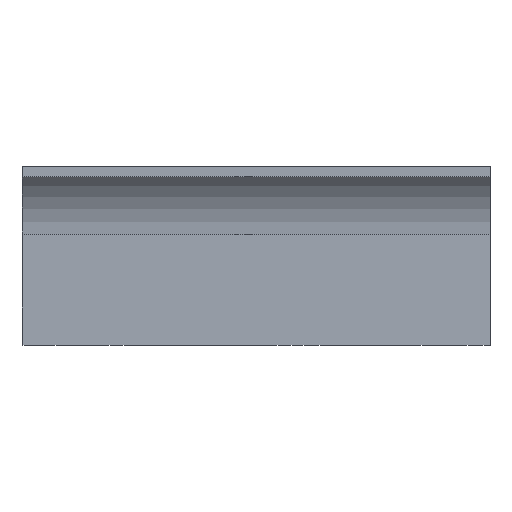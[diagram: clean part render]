
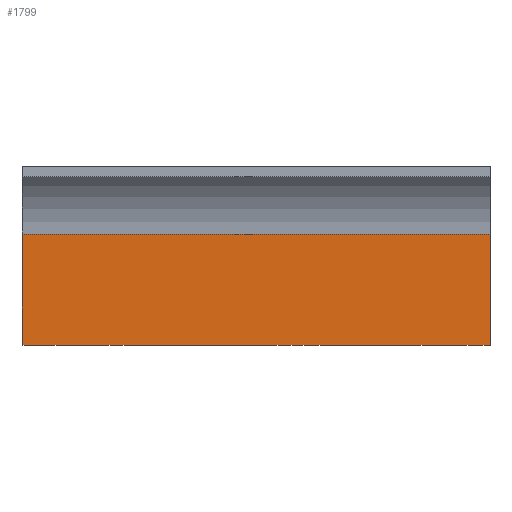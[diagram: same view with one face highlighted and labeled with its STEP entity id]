
A CAD part, front view. The second image highlights one B-rep face of the part: STEP entity #1799.
In plain terms, the highlighted planar face has unit normal (0, -1, 0).
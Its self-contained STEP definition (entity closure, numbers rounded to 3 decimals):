
#32 = PLANE('',#33);
#33 = AXIS2_PLACEMENT_3D('',#34,#35,#36);
#34 = CARTESIAN_POINT('',(19.,47.,0.));
#35 = DIRECTION('',(1.,0.,0.));
#36 = DIRECTION('',(0.,-1.,0.));
#116 = VERTEX_POINT('',#117);
#117 = CARTESIAN_POINT('',(19.,0.,9.));
#130 = PLANE('',#131);
#131 = AXIS2_PLACEMENT_3D('',#132,#133,#134);
#132 = CARTESIAN_POINT('',(-20.,-2.,9.));
#133 = DIRECTION('',(0.,0.,1.));
#134 = DIRECTION('',(1.,0.,0.));
#141 = EDGE_CURVE('',#142,#116,#144,.T.);
#142 = VERTEX_POINT('',#143);
#143 = CARTESIAN_POINT('',(19.,0.,0.));
#144 = SURFACE_CURVE('',#145,(#149,#156),.PCURVE_S1.);
#145 = LINE('',#146,#147);
#146 = CARTESIAN_POINT('',(19.,0.,0.));
#147 = VECTOR('',#148,1.);
#148 = DIRECTION('',(0.,0.,1.));
#149 = PCURVE('',#32,#150);
#150 = DEFINITIONAL_REPRESENTATION('',(#151),#155);
#151 = LINE('',#152,#153);
#152 = CARTESIAN_POINT('',(47.,0.));
#153 = VECTOR('',#154,1.);
#154 = DIRECTION('',(0.,-1.));
#155 = ( GEOMETRIC_REPRESENTATION_CONTEXT(2) 
PARAMETRIC_REPRESENTATION_CONTEXT() REPRESENTATION_CONTEXT('2D SPACE',''
  ) );
#156 = PCURVE('',#157,#162);
#157 = PLANE('',#158);
#158 = AXIS2_PLACEMENT_3D('',#159,#160,#161);
#159 = CARTESIAN_POINT('',(19.,0.,0.));
#160 = DIRECTION('',(0.,-1.,0.));
#161 = DIRECTION('',(-1.,0.,0.));
#162 = DEFINITIONAL_REPRESENTATION('',(#163),#167);
#163 = LINE('',#164,#165);
#164 = CARTESIAN_POINT('',(0.,-0.));
#165 = VECTOR('',#166,1.);
#166 = DIRECTION('',(0.,-1.));
#167 = ( GEOMETRIC_REPRESENTATION_CONTEXT(2) 
PARAMETRIC_REPRESENTATION_CONTEXT() REPRESENTATION_CONTEXT('2D SPACE',''
  ) );
#185 = PLANE('',#186);
#186 = AXIS2_PLACEMENT_3D('',#187,#188,#189);
#187 = CARTESIAN_POINT('',(0.,25.313,0.));
#188 = DIRECTION('',(-0.,-0.,-1.));
#189 = DIRECTION('',(-1.,0.,0.));
#711 = PLANE('',#712);
#712 = AXIS2_PLACEMENT_3D('',#713,#714,#715);
#713 = CARTESIAN_POINT('',(-19.,0.,0.));
#714 = DIRECTION('',(-1.,0.,0.));
#715 = DIRECTION('',(0.,1.,0.));
#1711 = VERTEX_POINT('',#1712);
#1712 = CARTESIAN_POINT('',(-19.,0.,9.));
#1731 = EDGE_CURVE('',#116,#1711,#1732,.T.);
#1732 = SURFACE_CURVE('',#1733,(#1737,#1743),.PCURVE_S1.);
#1733 = LINE('',#1734,#1735);
#1734 = CARTESIAN_POINT('',(-0.5,0.,9.));
#1735 = VECTOR('',#1736,1.);
#1736 = DIRECTION('',(-1.,0.,0.));
#1737 = PCURVE('',#130,#1738);
#1738 = DEFINITIONAL_REPRESENTATION('',(#1739),#1742);
#1739 = B_SPLINE_CURVE_WITH_KNOTS('',1,(#1740,#1741),.UNSPECIFIED.,.F.,
  .F.,(2,2),(-19.5,18.5),.PIECEWISE_BEZIER_KNOTS.);
#1740 = CARTESIAN_POINT('',(39.,2.));
#1741 = CARTESIAN_POINT('',(1.,2.));
#1742 = ( GEOMETRIC_REPRESENTATION_CONTEXT(2) 
PARAMETRIC_REPRESENTATION_CONTEXT() REPRESENTATION_CONTEXT('2D SPACE',''
  ) );
#1743 = PCURVE('',#157,#1744);
#1744 = DEFINITIONAL_REPRESENTATION('',(#1745),#1748);
#1745 = B_SPLINE_CURVE_WITH_KNOTS('',1,(#1746,#1747),.UNSPECIFIED.,.F.,
  .F.,(2,2),(-19.5,18.5),.PIECEWISE_BEZIER_KNOTS.);
#1746 = CARTESIAN_POINT('',(0.,-9.));
#1747 = CARTESIAN_POINT('',(38.,-9.));
#1748 = ( GEOMETRIC_REPRESENTATION_CONTEXT(2) 
PARAMETRIC_REPRESENTATION_CONTEXT() REPRESENTATION_CONTEXT('2D SPACE',''
  ) );
#1799 = ADVANCED_FACE('',(#1800),#157,.T.);
#1800 = FACE_BOUND('',#1801,.T.);
#1801 = EDGE_LOOP('',(#1802,#1825,#1826,#1827));
#1802 = ORIENTED_EDGE('',*,*,#1803,.F.);
#1803 = EDGE_CURVE('',#142,#1804,#1806,.T.);
#1804 = VERTEX_POINT('',#1805);
#1805 = CARTESIAN_POINT('',(-19.,0.,0.));
#1806 = SURFACE_CURVE('',#1807,(#1811,#1818),.PCURVE_S1.);
#1807 = LINE('',#1808,#1809);
#1808 = CARTESIAN_POINT('',(19.,0.,0.));
#1809 = VECTOR('',#1810,1.);
#1810 = DIRECTION('',(-1.,0.,0.));
#1811 = PCURVE('',#157,#1812);
#1812 = DEFINITIONAL_REPRESENTATION('',(#1813),#1817);
#1813 = LINE('',#1814,#1815);
#1814 = CARTESIAN_POINT('',(0.,-0.));
#1815 = VECTOR('',#1816,1.);
#1816 = DIRECTION('',(1.,0.));
#1817 = ( GEOMETRIC_REPRESENTATION_CONTEXT(2) 
PARAMETRIC_REPRESENTATION_CONTEXT() REPRESENTATION_CONTEXT('2D SPACE',''
  ) );
#1818 = PCURVE('',#185,#1819);
#1819 = DEFINITIONAL_REPRESENTATION('',(#1820),#1824);
#1820 = LINE('',#1821,#1822);
#1821 = CARTESIAN_POINT('',(-19.,-25.313));
#1822 = VECTOR('',#1823,1.);
#1823 = DIRECTION('',(1.,0.));
#1824 = ( GEOMETRIC_REPRESENTATION_CONTEXT(2) 
PARAMETRIC_REPRESENTATION_CONTEXT() REPRESENTATION_CONTEXT('2D SPACE',''
  ) );
#1825 = ORIENTED_EDGE('',*,*,#141,.T.);
#1826 = ORIENTED_EDGE('',*,*,#1731,.T.);
#1827 = ORIENTED_EDGE('',*,*,#1828,.F.);
#1828 = EDGE_CURVE('',#1804,#1711,#1829,.T.);
#1829 = SURFACE_CURVE('',#1830,(#1834,#1841),.PCURVE_S1.);
#1830 = LINE('',#1831,#1832);
#1831 = CARTESIAN_POINT('',(-19.,0.,0.));
#1832 = VECTOR('',#1833,1.);
#1833 = DIRECTION('',(0.,0.,1.));
#1834 = PCURVE('',#157,#1835);
#1835 = DEFINITIONAL_REPRESENTATION('',(#1836),#1840);
#1836 = LINE('',#1837,#1838);
#1837 = CARTESIAN_POINT('',(38.,0.));
#1838 = VECTOR('',#1839,1.);
#1839 = DIRECTION('',(0.,-1.));
#1840 = ( GEOMETRIC_REPRESENTATION_CONTEXT(2) 
PARAMETRIC_REPRESENTATION_CONTEXT() REPRESENTATION_CONTEXT('2D SPACE',''
  ) );
#1841 = PCURVE('',#711,#1842);
#1842 = DEFINITIONAL_REPRESENTATION('',(#1843),#1847);
#1843 = LINE('',#1844,#1845);
#1844 = CARTESIAN_POINT('',(0.,0.));
#1845 = VECTOR('',#1846,1.);
#1846 = DIRECTION('',(0.,-1.));
#1847 = ( GEOMETRIC_REPRESENTATION_CONTEXT(2) 
PARAMETRIC_REPRESENTATION_CONTEXT() REPRESENTATION_CONTEXT('2D SPACE',''
  ) );
